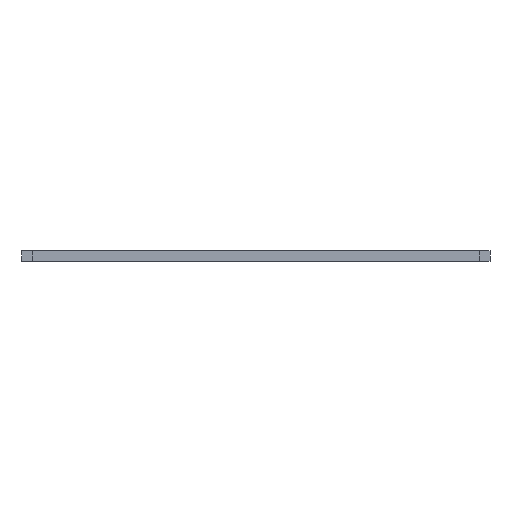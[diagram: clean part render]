
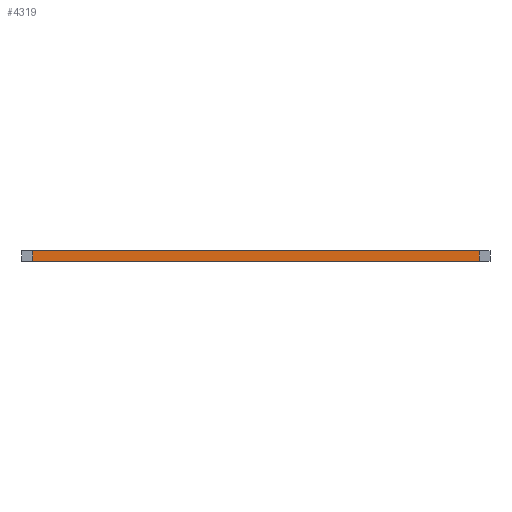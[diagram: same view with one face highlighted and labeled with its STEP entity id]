
A CAD part, front view. The second image highlights one B-rep face of the part: STEP entity #4319.
In plain terms, the highlighted planar face has unit normal (0, -1, 0).
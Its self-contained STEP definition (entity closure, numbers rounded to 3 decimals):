
#71=FACE_OUTER_BOUND('',#285,.T.);
#285=EDGE_LOOP('',(#2995,#2996,#2997,#2998));
#609=LINE('',#6100,#1245);
#610=LINE('',#6103,#1246);
#611=LINE('',#6105,#1247);
#612=LINE('',#6106,#1248);
#1245=VECTOR('',#4979,10.);
#1246=VECTOR('',#4982,10.);
#1247=VECTOR('',#4983,10.);
#1248=VECTOR('',#4984,10.);
#1827=VERTEX_POINT('',#6096);
#1828=VERTEX_POINT('',#6098);
#1829=VERTEX_POINT('',#6102);
#1830=VERTEX_POINT('',#6104);
#2305=EDGE_CURVE('',#1827,#1828,#609,.T.);
#2306=EDGE_CURVE('',#1827,#1829,#610,.T.);
#2307=EDGE_CURVE('',#1830,#1828,#611,.T.);
#2308=EDGE_CURVE('',#1829,#1830,#612,.T.);
#2995=ORIENTED_EDGE('',*,*,#2306,.F.);
#2996=ORIENTED_EDGE('',*,*,#2305,.T.);
#2997=ORIENTED_EDGE('',*,*,#2307,.F.);
#2998=ORIENTED_EDGE('',*,*,#2308,.F.);
#4105=PLANE('',#4547);
#4319=ADVANCED_FACE('',(#71),#4105,.T.);
#4547=AXIS2_PLACEMENT_3D('',#6101,#4980,#4981);
#4979=DIRECTION('',(0.,0.,1.));
#4980=DIRECTION('center_axis',(0.,-1.,0.));
#4981=DIRECTION('ref_axis',(1.,0.,0.));
#4982=DIRECTION('',(-1.,0.,0.));
#4983=DIRECTION('',(1.,0.,0.));
#4984=DIRECTION('',(0.,0.,1.));
#6096=CARTESIAN_POINT('',(55.,-380.291,0.));
#6098=CARTESIAN_POINT('',(55.,-380.291,5.));
#6100=CARTESIAN_POINT('',(55.,-380.291,0.));
#6101=CARTESIAN_POINT('Origin',(-155.,-380.291,0.));
#6102=CARTESIAN_POINT('',(-155.,-380.291,0.));
#6103=CARTESIAN_POINT('',(60.,-380.291,0.));
#6104=CARTESIAN_POINT('',(-155.,-380.291,5.));
#6105=CARTESIAN_POINT('',(60.,-380.291,5.));
#6106=CARTESIAN_POINT('',(-155.,-380.291,0.));
